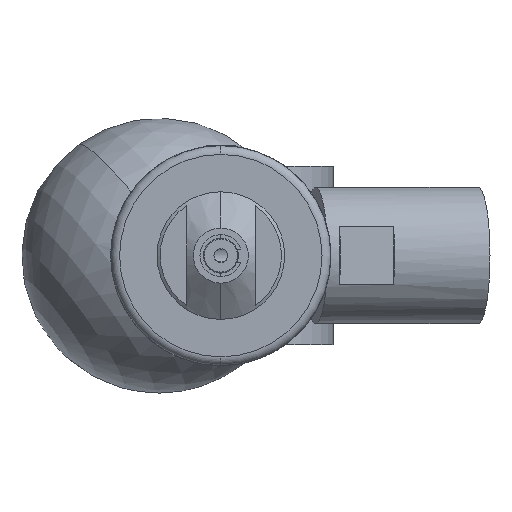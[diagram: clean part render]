
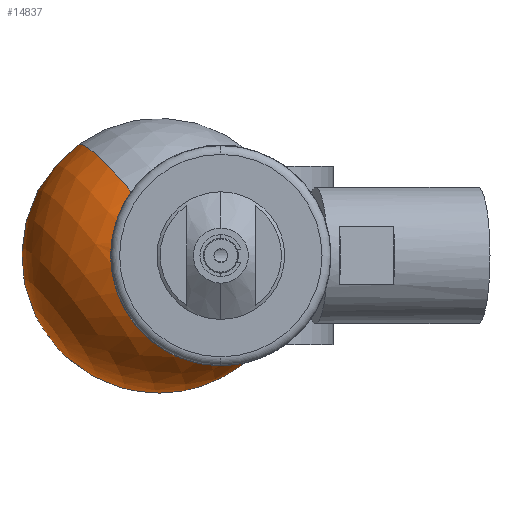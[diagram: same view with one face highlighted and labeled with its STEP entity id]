
A CAD part, left-side view. The second image highlights one B-rep face of the part: STEP entity #14837.
In plain terms, the highlighted spherical face has radius 15.875 mm.
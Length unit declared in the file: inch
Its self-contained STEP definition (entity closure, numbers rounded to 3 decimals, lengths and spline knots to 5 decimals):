
#235 = ORIENTED_EDGE ( 'NONE', *, *, #14770, .T. ) ;
#467 = DIRECTION ( 'NONE',  ( 0.127, -0.801, 0.585 ) ) ;
#737 = EDGE_LOOP ( 'NONE', ( #11930, #235, #12541, #3192 ) ) ;
#1012 = DIRECTION ( 'NONE',  ( -0.127, 0.801, -0.585 ) ) ;
#3192 = ORIENTED_EDGE ( 'NONE', *, *, #4395, .T. ) ;
#3279 = AXIS2_PLACEMENT_3D ( 'NONE', #4476, #1012, #10162 ) ;
#3579 = AXIS2_PLACEMENT_3D ( 'NONE', #13681, #11323, #12532 ) ;
#3941 = CARTESIAN_POINT ( 'NONE',  ( 6.60165, 0.19044, 0. ) ) ;
#4395 = EDGE_CURVE ( 'NONE', #7709, #12129, #10577, .T. ) ;
#4463 = CARTESIAN_POINT ( 'NONE',  ( 7.78472, 0.37782, 0. ) ) ;
#4476 = CARTESIAN_POINT ( 'NONE',  ( 7.16742, 0.28004, 0. ) ) ;
#5000 = CARTESIAN_POINT ( 'NONE',  ( 6.60165, 0.19044, 0. ) ) ;
#5153 = DIRECTION ( 'NONE',  ( 0.092, -0.578, -0.811 ) ) ;
#6508 = AXIS2_PLACEMENT_3D ( 'NONE', #3941, #12651, #9306 ) ;
#6575 = CARTESIAN_POINT ( 'NONE',  ( 6.57877, 0.3349, 0.20274 ) ) ;
#6971 = EDGE_CURVE ( 'NONE', #10212, #7709, #13034, .T. ) ;
#7041 = AXIS2_PLACEMENT_3D ( 'NONE', #14057, #9487, #5153 ) ;
#7051 = DIRECTION ( 'NONE',  ( 0.988, 0.156, 0. ) ) ;
#7489 = FACE_OUTER_BOUND ( 'NONE', #737, .T. ) ;
#7709 = VERTEX_POINT ( 'NONE', #8101 ) ;
#8101 = CARTESIAN_POINT ( 'NONE',  ( 6.56993, 0.39068, -0.14627 ) ) ;
#8691 = SPHERICAL_SURFACE ( 'NONE', #7041, 0.625 ) ;
#9272 = CIRCLE ( 'NONE', #3579, 0.625 ) ;
#9306 = DIRECTION ( 'NONE',  ( 0.127, -0.801, 0.585 ) ) ;
#9487 = DIRECTION ( 'NONE',  ( 0.127, -0.801, 0.585 ) ) ;
#10162 = DIRECTION ( 'NONE',  ( 0., 0.59, 0.808 ) ) ;
#10212 = VERTEX_POINT ( 'NONE', #10237 ) ;
#10237 = CARTESIAN_POINT ( 'NONE',  ( 6.62453, 0.04597, -0.20274 ) ) ;
#10382 = VERTEX_POINT ( 'NONE', #4463 ) ;
#10577 = CIRCLE ( 'NONE', #12021, 0.25 ) ;
#11323 = DIRECTION ( 'NONE',  ( 0.127, -0.801, 0.585 ) ) ;
#11735 = EDGE_CURVE ( 'NONE', #10382, #12129, #9272, .T. ) ;
#11930 = ORIENTED_EDGE ( 'NONE', *, *, #11735, .F. ) ;
#12021 = AXIS2_PLACEMENT_3D ( 'NONE', #5000, #7051, #467 ) ;
#12129 = VERTEX_POINT ( 'NONE', #6575 ) ;
#12130 = CIRCLE ( 'NONE', #3279, 0.625 ) ;
#12532 = DIRECTION ( 'NONE',  ( 0., -0.59, -0.808 ) ) ;
#12541 = ORIENTED_EDGE ( 'NONE', *, *, #6971, .T. ) ;
#12651 = DIRECTION ( 'NONE',  ( 0.988, 0.156, 0. ) ) ;
#13034 = CIRCLE ( 'NONE', #6508, 0.25 ) ;
#13681 = CARTESIAN_POINT ( 'NONE',  ( 7.16742, 0.28004, 0. ) ) ;
#14057 = CARTESIAN_POINT ( 'NONE',  ( 7.16742, 0.28004, 0. ) ) ;
#14770 = EDGE_CURVE ( 'NONE', #10382, #10212, #12130, .T. ) ;
#14837 = ADVANCED_FACE ( 'NONE', ( #7489 ), #8691, .T. ) ;
